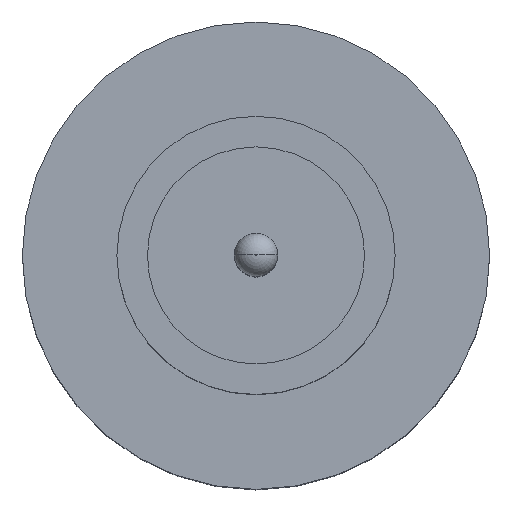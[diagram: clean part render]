
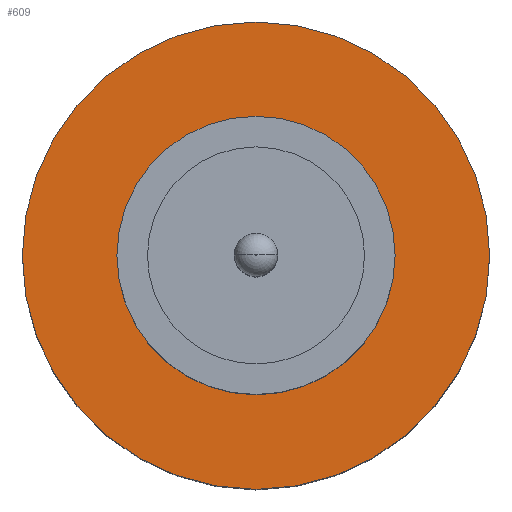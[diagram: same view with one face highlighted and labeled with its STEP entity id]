
A CAD part, top view. The second image highlights one B-rep face of the part: STEP entity #609.
In plain terms, the highlighted planar face has unit normal (0, 0, 1).
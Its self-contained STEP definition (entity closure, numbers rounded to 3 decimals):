
#22 = CARTESIAN_POINT ( 'NONE',  ( 2.1, 0., 1.55 ) ) ;
#23 = FACE_BOUND ( 'NONE', #988, .T. ) ;
#30 = CIRCLE ( 'NONE', #93, 1.25 ) ;
#61 = CARTESIAN_POINT ( 'NONE',  ( 0., 0., 1.55 ) ) ;
#93 = AXIS2_PLACEMENT_3D ( 'NONE', #855, #1003, #377 ) ;
#131 = ORIENTED_EDGE ( 'NONE', *, *, #566, .F. ) ;
#132 = CARTESIAN_POINT ( 'NONE',  ( 0., 0., 1.55 ) ) ;
#142 = AXIS2_PLACEMENT_3D ( 'NONE', #61, #603, #366 ) ;
#171 = DIRECTION ( 'NONE',  ( 1., 0., 0. ) ) ;
#196 = CIRCLE ( 'NONE', #598, 2.1 ) ;
#203 = FACE_OUTER_BOUND ( 'NONE', #439, .T. ) ;
#227 = CARTESIAN_POINT ( 'NONE',  ( -2.1, 0., 1.55 ) ) ;
#285 = ORIENTED_EDGE ( 'NONE', *, *, #675, .F. ) ;
#302 = VERTEX_POINT ( 'NONE', #531 ) ;
#320 = EDGE_CURVE ( 'NONE', #376, #732, #196, .T. ) ;
#322 = CARTESIAN_POINT ( 'NONE',  ( 0., 0., 1.55 ) ) ;
#331 = CIRCLE ( 'NONE', #680, 1.25 ) ;
#364 = ORIENTED_EDGE ( 'NONE', *, *, #320, .T. ) ;
#365 = PLANE ( 'NONE',  #142 ) ;
#366 = DIRECTION ( 'NONE',  ( 1., 0., 0. ) ) ;
#376 = VERTEX_POINT ( 'NONE', #22 ) ;
#377 = DIRECTION ( 'NONE',  ( 1., 0., 0. ) ) ;
#431 = DIRECTION ( 'NONE',  ( 0., 0., 1. ) ) ;
#439 = EDGE_LOOP ( 'NONE', ( #646, #364 ) ) ;
#493 = EDGE_CURVE ( 'NONE', #732, #376, #517, .T. ) ;
#506 = DIRECTION ( 'NONE',  ( 1., 0., 0. ) ) ;
#508 = VERTEX_POINT ( 'NONE', #899 ) ;
#517 = CIRCLE ( 'NONE', #792, 2.1 ) ;
#520 = DIRECTION ( 'NONE',  ( 1., 0., 0. ) ) ;
#531 = CARTESIAN_POINT ( 'NONE',  ( -1.25, 0., 1.55 ) ) ;
#541 = DIRECTION ( 'NONE',  ( 0., 0., 1. ) ) ;
#566 = EDGE_CURVE ( 'NONE', #508, #302, #331, .T. ) ;
#598 = AXIS2_PLACEMENT_3D ( 'NONE', #322, #541, #171 ) ;
#603 = DIRECTION ( 'NONE',  ( 0., 0., 1. ) ) ;
#609 = ADVANCED_FACE ( 'NONE', ( #23, #203 ), #365, .T. ) ;
#646 = ORIENTED_EDGE ( 'NONE', *, *, #493, .T. ) ;
#675 = EDGE_CURVE ( 'NONE', #302, #508, #30, .T. ) ;
#680 = AXIS2_PLACEMENT_3D ( 'NONE', #132, #909, #520 ) ;
#732 = VERTEX_POINT ( 'NONE', #227 ) ;
#751 = CARTESIAN_POINT ( 'NONE',  ( 0., 0., 1.55 ) ) ;
#792 = AXIS2_PLACEMENT_3D ( 'NONE', #751, #431, #506 ) ;
#855 = CARTESIAN_POINT ( 'NONE',  ( 0., 0., 1.55 ) ) ;
#899 = CARTESIAN_POINT ( 'NONE',  ( 1.25, 0., 1.55 ) ) ;
#909 = DIRECTION ( 'NONE',  ( 0., 0., 1. ) ) ;
#988 = EDGE_LOOP ( 'NONE', ( #131, #285 ) ) ;
#1003 = DIRECTION ( 'NONE',  ( 0., 0., 1. ) ) ;
